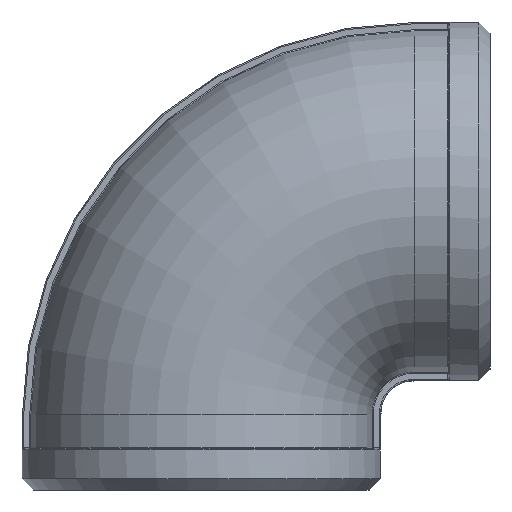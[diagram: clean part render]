
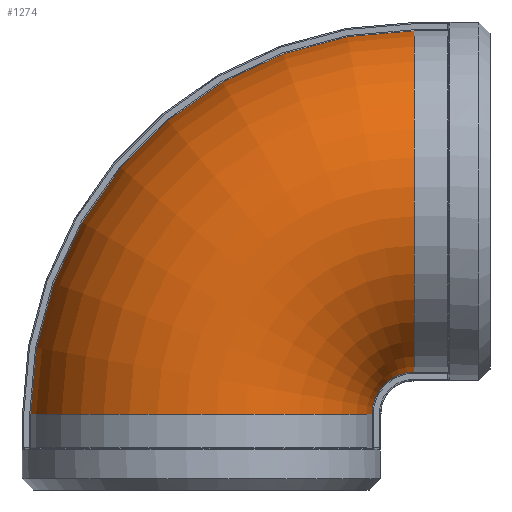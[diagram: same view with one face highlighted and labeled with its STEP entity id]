
A CAD part, front view. The second image highlights one B-rep face of the part: STEP entity #1274.
In plain terms, the highlighted toroidal (fillet/blend) face has major radius 51.25 mm and minor radius 41.25 mm.
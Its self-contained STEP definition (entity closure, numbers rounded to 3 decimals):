
#98=TOROIDAL_SURFACE('',#1464,51.25,41.25);
#317=FACE_OUTER_BOUND('',#420,.T.);
#420=EDGE_LOOP('',(#1157,#1158,#1159,#1160));
#434=CIRCLE('',#1294,92.327);
#447=CIRCLE('',#1312,10.173);
#470=CIRCLE('',#1351,41.25);
#533=CIRCLE('',#1465,41.25);
#541=VERTEX_POINT('',#1919);
#543=VERTEX_POINT('',#1925);
#554=VERTEX_POINT('',#1988);
#556=VERTEX_POINT('',#1994);
#650=EDGE_CURVE('',#543,#541,#434,.T.);
#669=EDGE_CURVE('',#554,#556,#447,.T.);
#716=EDGE_CURVE('',#543,#556,#470,.T.);
#815=EDGE_CURVE('',#541,#554,#533,.T.);
#1157=ORIENTED_EDGE('',*,*,#650,.F.);
#1158=ORIENTED_EDGE('',*,*,#716,.T.);
#1159=ORIENTED_EDGE('',*,*,#669,.F.);
#1160=ORIENTED_EDGE('',*,*,#815,.F.);
#1274=ADVANCED_FACE('',(#317),#98,.T.);
#1294=AXIS2_PLACEMENT_3D('',#1927,#1499,#1500);
#1312=AXIS2_PLACEMENT_3D('',#1998,#1539,#1540);
#1351=AXIS2_PLACEMENT_3D('',#2180,#1635,#1636);
#1464=AXIS2_PLACEMENT_3D('',#2653,#1887,#1888);
#1465=AXIS2_PLACEMENT_3D('',#2654,#1889,#1890);
#1499=DIRECTION('center_axis',(0.,1.,0.));
#1500=DIRECTION('ref_axis',(-0.707,0.,0.707));
#1539=DIRECTION('center_axis',(0.,-1.,0.));
#1540=DIRECTION('ref_axis',(-0.707,0.,0.707));
#1635=DIRECTION('center_axis',(0.,0.,1.));
#1636=DIRECTION('ref_axis',(-0.996,-0.085,0.));
#1887=DIRECTION('center_axis',(0.,1.,0.));
#1888=DIRECTION('ref_axis',(0.,0.,1.));
#1889=DIRECTION('center_axis',(1.,0.,0.));
#1890=DIRECTION('ref_axis',(0.,-0.085,0.996));
#1919=CARTESIAN_POINT('',(0.,-3.773,92.327));
#1925=CARTESIAN_POINT('',(-92.327,-3.773,0.));
#1927=CARTESIAN_POINT('Origin',(0.,-3.773,0.));
#1988=CARTESIAN_POINT('',(0.,-3.773,10.173));
#1994=CARTESIAN_POINT('',(-10.173,-3.773,0.));
#1998=CARTESIAN_POINT('Origin',(0.,-3.773,0.));
#2180=CARTESIAN_POINT('Origin',(-51.25,0.,0.));
#2653=CARTESIAN_POINT('Origin',(0.,0.,0.));
#2654=CARTESIAN_POINT('Origin',(0.,0.,51.25));
